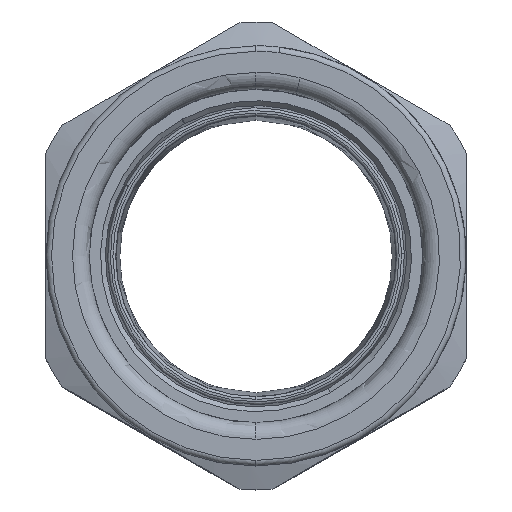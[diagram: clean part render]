
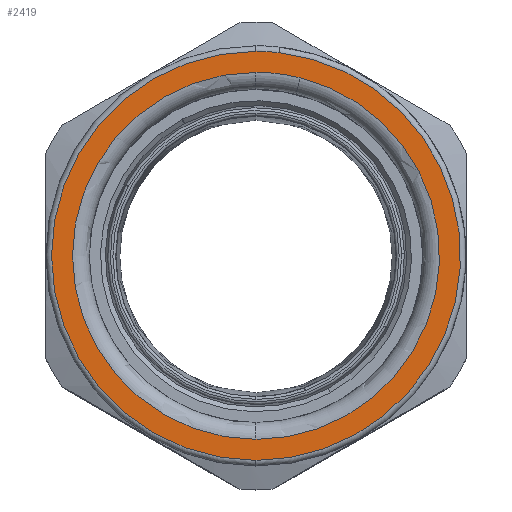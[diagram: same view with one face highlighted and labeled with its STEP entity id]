
A CAD part, top view. The second image highlights one B-rep face of the part: STEP entity #2419.
In plain terms, the highlighted planar face has unit normal (0, 0, 1).
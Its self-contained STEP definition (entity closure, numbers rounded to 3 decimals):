
#2265=AXIS2_PLACEMENT_3D('Circle Axis2P3D',#2263,#2264,$) ;
#2296=AXIS2_PLACEMENT_3D('Circle Axis2P3D',#2294,#2295,$) ;
#2313=AXIS2_PLACEMENT_3D('Circle Axis2P3D',#2311,#2312,$) ;
#2386=AXIS2_PLACEMENT_3D('Plane Axis2P3D',#2383,#2384,#2385) ;
#2390=AXIS2_PLACEMENT_3D('Circle Axis2P3D',#2388,#2389,$) ;
#2399=AXIS2_PLACEMENT_3D('Circle Axis2P3D',#2397,#2398,$) ;
#2406=AXIS2_PLACEMENT_3D('Circle Axis2P3D',#2404,#2405,$) ;
#2260=CARTESIAN_POINT('Vertex',(37.5,74.5,97.4)) ;
#2263=CARTESIAN_POINT('Axis2P3D Location',(37.5,41.75,97.4)) ;
#2267=CARTESIAN_POINT('Vertex',(37.5,9.,97.4)) ;
#2291=CARTESIAN_POINT('Vertex',(45.364,73.542,97.4)) ;
#2294=CARTESIAN_POINT('Axis2P3D Location',(37.5,41.75,97.4)) ;
#2311=CARTESIAN_POINT('Axis2P3D Location',(37.5,41.75,97.4)) ;
#2383=CARTESIAN_POINT('Axis2P3D Location',(37.5,41.75,97.4)) ;
#2388=CARTESIAN_POINT('Axis2P3D Location',(37.5,41.75,97.4)) ;
#2392=CARTESIAN_POINT('Vertex',(37.5,5.25,97.4)) ;
#2394=CARTESIAN_POINT('Vertex',(41.632,78.015,97.4)) ;
#2397=CARTESIAN_POINT('Axis2P3D Location',(37.5,41.75,97.4)) ;
#2401=CARTESIAN_POINT('Vertex',(37.5,78.25,97.4)) ;
#2404=CARTESIAN_POINT('Axis2P3D Location',(37.5,41.75,97.4)) ;
#2264=DIRECTION('Axis2P3D Direction',(0.,0.,1.)) ;
#2295=DIRECTION('Axis2P3D Direction',(0.,0.,1.)) ;
#2312=DIRECTION('Axis2P3D Direction',(0.,0.,1.)) ;
#2384=DIRECTION('Axis2P3D Direction',(0.,0.,1.)) ;
#2385=DIRECTION('Axis2P3D XDirection',(0.,1.,0.)) ;
#2389=DIRECTION('Axis2P3D Direction',(0.,0.,1.)) ;
#2398=DIRECTION('Axis2P3D Direction',(0.,0.,1.)) ;
#2405=DIRECTION('Axis2P3D Direction',(0.,0.,1.)) ;
#2410=ORIENTED_EDGE('',*,*,#2396,.T.) ;
#2411=ORIENTED_EDGE('',*,*,#2403,.T.) ;
#2412=ORIENTED_EDGE('',*,*,#2408,.T.) ;
#2415=ORIENTED_EDGE('',*,*,#2315,.F.) ;
#2416=ORIENTED_EDGE('',*,*,#2298,.F.) ;
#2417=ORIENTED_EDGE('',*,*,#2269,.F.) ;
#2418=FACE_BOUND('',#2414,.T.) ;
#2419=ADVANCED_FACE('PartBody',(#2413,#2418),#2387,.T.) ;
#2266=CIRCLE('generated circle',#2265,32.75) ;
#2297=CIRCLE('generated circle',#2296,32.75) ;
#2314=CIRCLE('generated circle',#2313,32.75) ;
#2391=CIRCLE('generated circle',#2390,36.5) ;
#2400=CIRCLE('generated circle',#2399,36.5) ;
#2407=CIRCLE('generated circle',#2406,36.5) ;
#2269=EDGE_CURVE('',#2261,#2268,#2266,.T.) ;
#2298=EDGE_CURVE('',#2268,#2292,#2297,.T.) ;
#2315=EDGE_CURVE('',#2292,#2261,#2314,.T.) ;
#2396=EDGE_CURVE('',#2393,#2395,#2391,.T.) ;
#2403=EDGE_CURVE('',#2395,#2402,#2400,.T.) ;
#2408=EDGE_CURVE('',#2402,#2393,#2407,.T.) ;
#2409=EDGE_LOOP('',(#2410,#2411,#2412)) ;
#2414=EDGE_LOOP('',(#2415,#2416,#2417)) ;
#2413=FACE_OUTER_BOUND('',#2409,.T.) ;
#2387=PLANE('',#2386) ;
#2261=VERTEX_POINT('',#2260) ;
#2268=VERTEX_POINT('',#2267) ;
#2292=VERTEX_POINT('',#2291) ;
#2393=VERTEX_POINT('',#2392) ;
#2395=VERTEX_POINT('',#2394) ;
#2402=VERTEX_POINT('',#2401) ;
